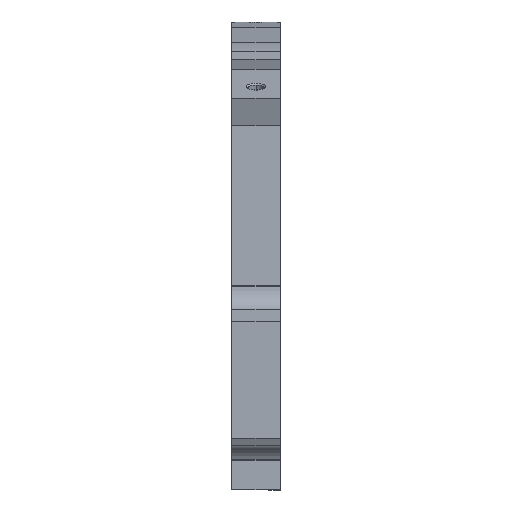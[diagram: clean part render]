
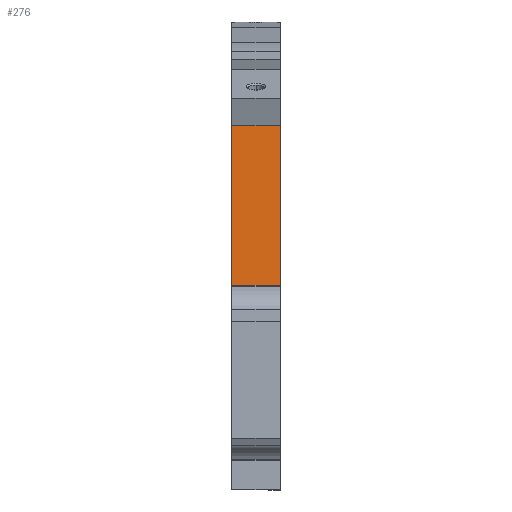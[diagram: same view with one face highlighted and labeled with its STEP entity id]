
A CAD part, top view. The second image highlights one B-rep face of the part: STEP entity #276.
In plain terms, the highlighted planar face has unit normal (0, 0.94, 0.342).
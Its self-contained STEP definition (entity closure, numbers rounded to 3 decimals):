
#31 = ORIENTED_EDGE ( 'NONE', *, *, #3060, .F. ) ;
#112 = VECTOR ( 'NONE', #3476, 1000. ) ;
#276 = ADVANCED_FACE ( 'NONE', ( #1354 ), #887, .F. ) ;
#320 = CARTESIAN_POINT ( 'NONE',  ( 233.5, 153.283, 99.207 ) ) ;
#418 = CARTESIAN_POINT ( 'NONE',  ( 253.5, 153.283, 99.207 ) ) ;
#427 = EDGE_CURVE ( 'NONE', #1078, #901, #1695, .T. ) ;
#652 = CARTESIAN_POINT ( 'NONE',  ( 253.5, 87.431, 280.132 ) ) ;
#716 = EDGE_LOOP ( 'NONE', ( #2922, #2161, #31, #1873 ) ) ;
#887 = PLANE ( 'NONE',  #1215 ) ;
#901 = VERTEX_POINT ( 'NONE', #652 ) ;
#1078 = VERTEX_POINT ( 'NONE', #1494 ) ;
#1202 = CARTESIAN_POINT ( 'NONE',  ( 253.5, 153.283, 99.207 ) ) ;
#1212 = VECTOR ( 'NONE', #1296, 1000. ) ;
#1215 = AXIS2_PLACEMENT_3D ( 'NONE', #2865, #1921, #3578 ) ;
#1296 = DIRECTION ( 'NONE',  ( 0., -0.342, 0.94 ) ) ;
#1298 = DIRECTION ( 'NONE',  ( 1., 0., 0. ) ) ;
#1334 = LINE ( 'NONE', #418, #112 ) ;
#1337 = LINE ( 'NONE', #2675, #1853 ) ;
#1343 = VERTEX_POINT ( 'NONE', #1819 ) ;
#1354 = FACE_OUTER_BOUND ( 'NONE', #716, .T. ) ;
#1494 = CARTESIAN_POINT ( 'NONE',  ( 233.5, 87.431, 280.132 ) ) ;
#1695 = LINE ( 'NONE', #2736, #2426 ) ;
#1819 = CARTESIAN_POINT ( 'NONE',  ( 253.5, 153.283, 99.207 ) ) ;
#1853 = VECTOR ( 'NONE', #2860, 1000. ) ;
#1873 = ORIENTED_EDGE ( 'NONE', *, *, #2666, .T. ) ;
#1921 = DIRECTION ( 'NONE',  ( 0., -0.94, -0.342 ) ) ;
#2161 = ORIENTED_EDGE ( 'NONE', *, *, #427, .T. ) ;
#2374 = VERTEX_POINT ( 'NONE', #320 ) ;
#2426 = VECTOR ( 'NONE', #1298, 1000. ) ;
#2666 = EDGE_CURVE ( 'NONE', #1343, #2374, #1334, .T. ) ;
#2675 = CARTESIAN_POINT ( 'NONE',  ( 233.5, 153.283, 99.207 ) ) ;
#2736 = CARTESIAN_POINT ( 'NONE',  ( 233.5, 87.431, 280.132 ) ) ;
#2860 = DIRECTION ( 'NONE',  ( 0., -0.342, 0.94 ) ) ;
#2865 = CARTESIAN_POINT ( 'NONE',  ( 253.5, 153.283, 99.207 ) ) ;
#2922 = ORIENTED_EDGE ( 'NONE', *, *, #3053, .T. ) ;
#3053 = EDGE_CURVE ( 'NONE', #2374, #1078, #1337, .T. ) ;
#3060 = EDGE_CURVE ( 'NONE', #1343, #901, #3241, .T. ) ;
#3241 = LINE ( 'NONE', #1202, #1212 ) ;
#3476 = DIRECTION ( 'NONE',  ( -1., 0., 0. ) ) ;
#3578 = DIRECTION ( 'NONE',  ( 0., 0.342, -0.94 ) ) ;
